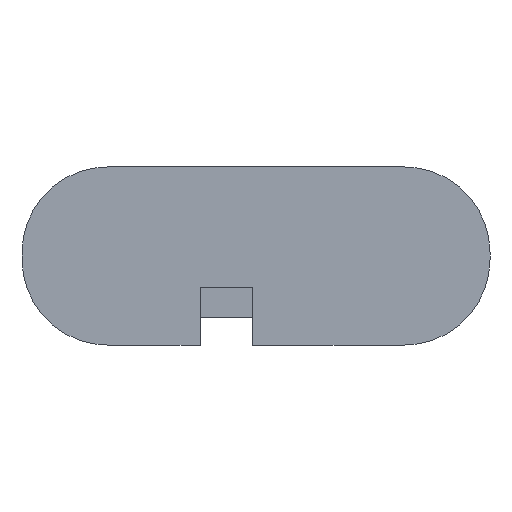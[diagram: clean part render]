
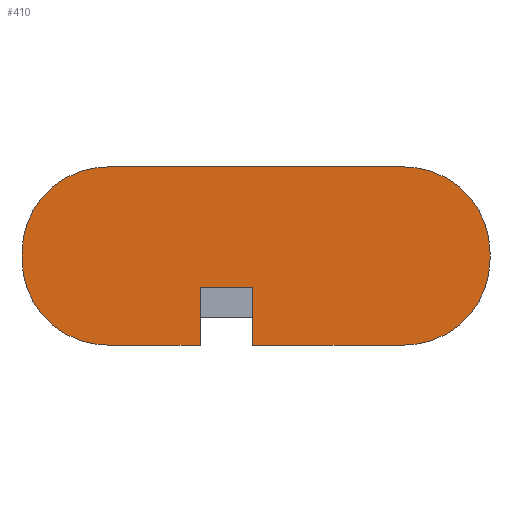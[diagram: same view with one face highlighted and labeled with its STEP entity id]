
A CAD part, front view. The second image highlights one B-rep face of the part: STEP entity #410.
In plain terms, the highlighted planar face has unit normal (0, -1, 0).
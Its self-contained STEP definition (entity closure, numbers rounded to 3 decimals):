
#89 = VERTEX_POINT('',#90);
#90 = CARTESIAN_POINT('',(13.,100.504,4.95));
#96 = EDGE_CURVE('',#97,#89,#99,.T.);
#97 = VERTEX_POINT('',#98);
#98 = CARTESIAN_POINT('',(21.5,100.504,4.95));
#99 = LINE('',#100,#101);
#100 = CARTESIAN_POINT('',(21.5,100.504,4.95));
#101 = VECTOR('',#102,1.);
#102 = DIRECTION('',(-1.,0.,0.));
#392 = VERTEX_POINT('',#393);
#393 = CARTESIAN_POINT('',(23.95,100.504,2.5));
#399 = EDGE_CURVE('',#97,#392,#400,.T.);
#400 = CIRCLE('',#401,2.45);
#401 = AXIS2_PLACEMENT_3D('',#402,#403,#404);
#402 = CARTESIAN_POINT('',(21.5,100.504,2.5));
#403 = DIRECTION('',(0.,1.,0.));
#404 = DIRECTION('',(-1.,0.,0.));
#410 = ADVANCED_FACE('',(#411),#496,.F.);
#411 = FACE_BOUND('',#412,.F.);
#412 = EDGE_LOOP('',(#413,#421,#430,#438,#446,#454,#462,#470,#479,#487,
    #494,#495));
#413 = ORIENTED_EDGE('',*,*,#414,.F.);
#414 = EDGE_CURVE('',#415,#392,#417,.T.);
#415 = VERTEX_POINT('',#416);
#416 = CARTESIAN_POINT('',(23.95,100.504,2.3));
#417 = LINE('',#418,#419);
#418 = CARTESIAN_POINT('',(23.95,100.504,2.3));
#419 = VECTOR('',#420,1.);
#420 = DIRECTION('',(0.,0.,1.));
#421 = ORIENTED_EDGE('',*,*,#422,.T.);
#422 = EDGE_CURVE('',#415,#423,#425,.T.);
#423 = VERTEX_POINT('',#424);
#424 = CARTESIAN_POINT('',(21.5,100.504,-0.15));
#425 = CIRCLE('',#426,2.45);
#426 = AXIS2_PLACEMENT_3D('',#427,#428,#429);
#427 = CARTESIAN_POINT('',(21.5,100.504,2.3));
#428 = DIRECTION('',(0.,1.,0.));
#429 = DIRECTION('',(-1.,0.,0.));
#430 = ORIENTED_EDGE('',*,*,#431,.T.);
#431 = EDGE_CURVE('',#423,#432,#434,.T.);
#432 = VERTEX_POINT('',#433);
#433 = CARTESIAN_POINT('',(17.15,100.504,-0.15));
#434 = LINE('',#435,#436);
#435 = CARTESIAN_POINT('',(21.5,100.504,-0.15));
#436 = VECTOR('',#437,1.);
#437 = DIRECTION('',(-1.,0.,0.));
#438 = ORIENTED_EDGE('',*,*,#439,.T.);
#439 = EDGE_CURVE('',#432,#440,#442,.T.);
#440 = VERTEX_POINT('',#441);
#441 = CARTESIAN_POINT('',(17.15,100.504,1.5));
#442 = LINE('',#443,#444);
#443 = CARTESIAN_POINT('',(17.15,100.504,-0.5));
#444 = VECTOR('',#445,1.);
#445 = DIRECTION('',(0.,0.,1.));
#446 = ORIENTED_EDGE('',*,*,#447,.T.);
#447 = EDGE_CURVE('',#440,#448,#450,.T.);
#448 = VERTEX_POINT('',#449);
#449 = CARTESIAN_POINT('',(15.65,100.504,1.5));
#450 = LINE('',#451,#452);
#451 = CARTESIAN_POINT('',(17.15,100.504,1.5));
#452 = VECTOR('',#453,1.);
#453 = DIRECTION('',(-1.,0.,0.));
#454 = ORIENTED_EDGE('',*,*,#455,.T.);
#455 = EDGE_CURVE('',#448,#456,#458,.T.);
#456 = VERTEX_POINT('',#457);
#457 = CARTESIAN_POINT('',(15.65,100.504,-0.15));
#458 = LINE('',#459,#460);
#459 = CARTESIAN_POINT('',(15.65,100.504,1.5));
#460 = VECTOR('',#461,1.);
#461 = DIRECTION('',(0.,0.,-1.));
#462 = ORIENTED_EDGE('',*,*,#463,.T.);
#463 = EDGE_CURVE('',#456,#464,#466,.T.);
#464 = VERTEX_POINT('',#465);
#465 = CARTESIAN_POINT('',(13.,100.504,-0.15));
#466 = LINE('',#467,#468);
#467 = CARTESIAN_POINT('',(21.5,100.504,-0.15));
#468 = VECTOR('',#469,1.);
#469 = DIRECTION('',(-1.,0.,0.));
#470 = ORIENTED_EDGE('',*,*,#471,.T.);
#471 = EDGE_CURVE('',#464,#472,#474,.T.);
#472 = VERTEX_POINT('',#473);
#473 = CARTESIAN_POINT('',(10.55,100.504,2.3));
#474 = CIRCLE('',#475,2.45);
#475 = AXIS2_PLACEMENT_3D('',#476,#477,#478);
#476 = CARTESIAN_POINT('',(13.,100.504,2.3));
#477 = DIRECTION('',(0.,1.,0.));
#478 = DIRECTION('',(-1.,0.,0.));
#479 = ORIENTED_EDGE('',*,*,#480,.T.);
#480 = EDGE_CURVE('',#472,#481,#483,.T.);
#481 = VERTEX_POINT('',#482);
#482 = CARTESIAN_POINT('',(10.55,100.504,2.5));
#483 = LINE('',#484,#485);
#484 = CARTESIAN_POINT('',(10.55,100.504,2.3));
#485 = VECTOR('',#486,1.);
#486 = DIRECTION('',(0.,0.,1.));
#487 = ORIENTED_EDGE('',*,*,#488,.T.);
#488 = EDGE_CURVE('',#481,#89,#489,.T.);
#489 = CIRCLE('',#490,2.45);
#490 = AXIS2_PLACEMENT_3D('',#491,#492,#493);
#491 = CARTESIAN_POINT('',(13.,100.504,2.5));
#492 = DIRECTION('',(0.,1.,0.));
#493 = DIRECTION('',(-1.,0.,0.));
#494 = ORIENTED_EDGE('',*,*,#96,.F.);
#495 = ORIENTED_EDGE('',*,*,#399,.T.);
#496 = PLANE('',#497);
#497 = AXIS2_PLACEMENT_3D('',#498,#499,#500);
#498 = CARTESIAN_POINT('',(17.25,100.504,2.4));
#499 = DIRECTION('',(0.,1.,0.));
#500 = DIRECTION('',(1.,0.,0.));
